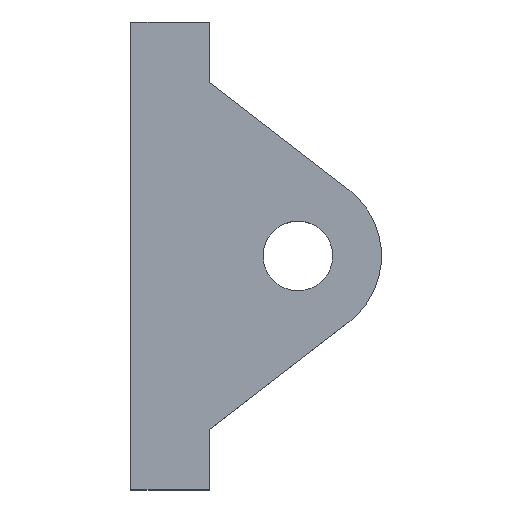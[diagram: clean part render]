
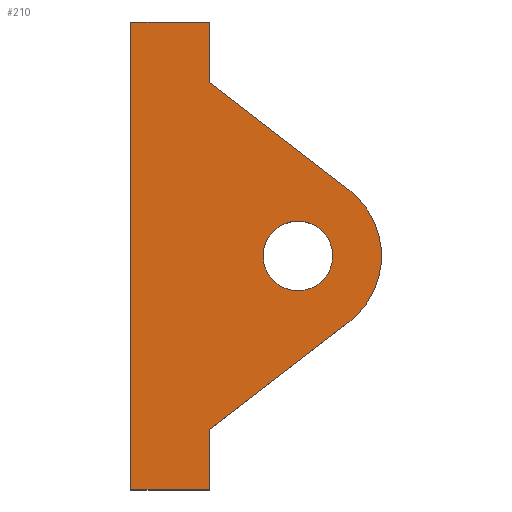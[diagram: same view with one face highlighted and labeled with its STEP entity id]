
A CAD part, top view. The second image highlights one B-rep face of the part: STEP entity #210.
In plain terms, the highlighted planar face has unit normal (0, 0, 1).
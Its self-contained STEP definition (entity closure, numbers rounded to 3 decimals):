
#15=FACE_BOUND('',#47,.T.);
#24=PLANE('',#239);
#35=FACE_OUTER_BOUND('',#46,.T.);
#46=EDGE_LOOP('',(#181,#182,#183,#184,#185,#186,#187,#188));
#47=EDGE_LOOP('',(#189));
#53=LINE('',#310,#76);
#56=LINE('',#316,#79);
#59=LINE('',#322,#82);
#62=LINE('',#328,#85);
#65=LINE('',#334,#88);
#68=LINE('',#340,#91);
#71=LINE('',#346,#94);
#76=VECTOR('',#254,10.);
#79=VECTOR('',#259,10.);
#82=VECTOR('',#264,10.);
#85=VECTOR('',#269,10.);
#88=VECTOR('',#274,10.);
#91=VECTOR('',#279,10.);
#94=VECTOR('',#284,10.);
#96=CIRCLE('',#227,1.875);
#99=CIRCLE('',#238,4.5);
#100=VERTEX_POINT('',#298);
#104=VERTEX_POINT('',#307);
#105=VERTEX_POINT('',#309);
#107=VERTEX_POINT('',#315);
#109=VERTEX_POINT('',#321);
#111=VERTEX_POINT('',#327);
#113=VERTEX_POINT('',#333);
#115=VERTEX_POINT('',#339);
#117=VERTEX_POINT('',#345);
#118=EDGE_CURVE('',#100,#100,#96,.T.);
#123=EDGE_CURVE('',#105,#104,#53,.T.);
#126=EDGE_CURVE('',#107,#105,#56,.T.);
#129=EDGE_CURVE('',#109,#107,#59,.T.);
#132=EDGE_CURVE('',#111,#109,#62,.T.);
#135=EDGE_CURVE('',#113,#111,#65,.T.);
#138=EDGE_CURVE('',#115,#113,#68,.T.);
#141=EDGE_CURVE('',#117,#115,#71,.T.);
#144=EDGE_CURVE('',#104,#117,#99,.T.);
#181=ORIENTED_EDGE('',*,*,#144,.T.);
#182=ORIENTED_EDGE('',*,*,#141,.T.);
#183=ORIENTED_EDGE('',*,*,#138,.T.);
#184=ORIENTED_EDGE('',*,*,#135,.T.);
#185=ORIENTED_EDGE('',*,*,#132,.T.);
#186=ORIENTED_EDGE('',*,*,#129,.T.);
#187=ORIENTED_EDGE('',*,*,#126,.T.);
#188=ORIENTED_EDGE('',*,*,#123,.T.);
#189=ORIENTED_EDGE('',*,*,#118,.T.);
#210=ADVANCED_FACE('',(#35,#15),#24,.T.);
#227=AXIS2_PLACEMENT_3D('',#299,#245,#246);
#238=AXIS2_PLACEMENT_3D('',#350,#290,#291);
#239=AXIS2_PLACEMENT_3D('',#351,#292,#293);
#245=DIRECTION('center_axis',(0.,0.,-1.));
#246=DIRECTION('ref_axis',(1.,0.,0.));
#254=DIRECTION('',(0.792,0.611,0.));
#259=DIRECTION('',(0.,1.,0.));
#264=DIRECTION('',(1.,0.,0.));
#269=DIRECTION('',(0.,-1.,0.));
#274=DIRECTION('',(-1.,0.,0.));
#279=DIRECTION('',(0.,1.,0.));
#284=DIRECTION('',(-0.792,0.611,0.));
#290=DIRECTION('center_axis',(0.,0.,1.));
#291=DIRECTION('ref_axis',(1.,0.,0.));
#292=DIRECTION('center_axis',(0.,0.,1.));
#293=DIRECTION('ref_axis',(1.,0.,0.));
#298=CARTESIAN_POINT('',(36.725,42.,6.));
#299=CARTESIAN_POINT('Origin',(38.6,42.,6.));
#307=CARTESIAN_POINT('',(41.349,38.438,6.));
#309=CARTESIAN_POINT('',(33.85,32.65,6.));
#310=CARTESIAN_POINT('',(41.349,38.438,6.));
#315=CARTESIAN_POINT('',(33.85,29.4,6.));
#316=CARTESIAN_POINT('',(33.85,29.4,6.));
#321=CARTESIAN_POINT('',(29.6,29.4,6.));
#322=CARTESIAN_POINT('',(29.6,29.4,6.));
#327=CARTESIAN_POINT('',(29.6,54.6,6.));
#328=CARTESIAN_POINT('',(29.6,51.35,6.));
#333=CARTESIAN_POINT('',(33.85,54.6,6.));
#334=CARTESIAN_POINT('',(33.85,54.6,6.));
#339=CARTESIAN_POINT('',(33.85,51.35,6.));
#340=CARTESIAN_POINT('',(33.85,29.4,6.));
#345=CARTESIAN_POINT('',(41.349,45.562,6.));
#346=CARTESIAN_POINT('',(41.349,45.562,6.));
#350=CARTESIAN_POINT('Origin',(38.6,42.,6.));
#351=CARTESIAN_POINT('Origin',(36.35,42.,6.));
